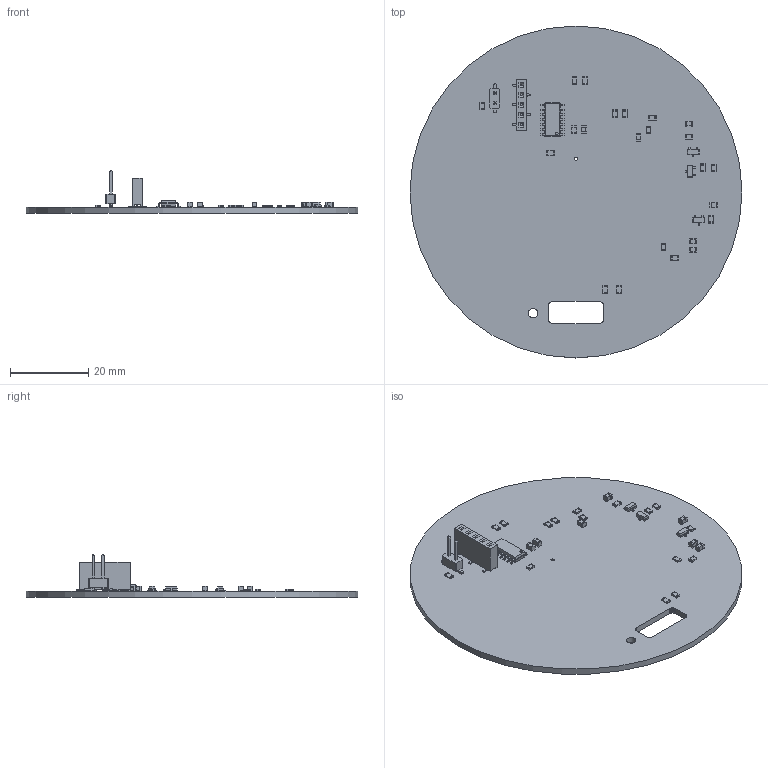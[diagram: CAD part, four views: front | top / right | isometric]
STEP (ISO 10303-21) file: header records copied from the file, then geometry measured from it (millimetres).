
FILE_DESCRIPTION(('KiCad electronic assembly'),'2;1');
FILE_NAME('nightLight.step','2025-07-20T19:18:30',('Pcbnew'),('Kicad'), 'Open CASCADE STEP processor 7.7','KiCad to STEP converter','Unknown' );
FILE_SCHEMA(('AUTOMOTIVE_DESIGN { 1 0 10303 214 1 1 1 1 }'));
Length unit declared in the file: millimetre
Products named in the file (14): nightLight 1; R_0805_2012Metric; C_0805_2012Metric; SOT-23; SOT_23; PinSocket_1x05_P2.54mm_Vertical_SMD_Pin1Left; PinSocket_1x05_P254mm_Vertical_SMD_Pin1Left; PinHeader_2x01_P2.54mm_Vertical_SMD; PinHeader_2x01_P254mm_Vertical_SMD; SOIC-14_3.9x8.7mm_P1.27mm; SOIC_14_39x87mm_P127mm; nightLight PCB
Assembly tree (36 placements, depth 3):
  nightLight 1
    R_0805_2012Metric  x16
      R_0805_2012Metric
    C_0805_2012Metric  x7
      C_0805_2012Metric
    SOT-23  x3
      SOT_23
    PinSocket_1x05_P2.54mm_Vertical_SMD_Pin1Left
      PinSocket_1x05_P254mm_Vertical_SMD_Pin1Left
    PinHeader_2x01_P2.54mm_Vertical_SMD
      PinHeader_2x01_P254mm_Vertical_SMD
    SOIC-14_3.9x8.7mm_P1.27mm
      SOIC_14_39x87mm_P127mm
    nightLight PCB
Bounding box: 85 x 85 x 10.95 mm (x, y, z)
Volume: 9306.9 mm3; surface area: 12584 mm2
Topology: 30 solids, 30 shells, 1364 faces, 3484 edges, 2214 vertices
Faces by surface type: plane 920, cylinder 325, bspline 119
Full cylindrical faces by diameter (mm): 0.6 x1, 0.8 x1, 2.4 x1, 85 x1
Entity records: 46022 total; most frequent: CARTESIAN_POINT 7871, DIRECTION 6180, LINE 4382, VECTOR 4382, ORIENTED_EDGE 3344, PCURVE 3344, DEFINITIONAL_REPRESENTATION 3344, EDGE_CURVE 1672
